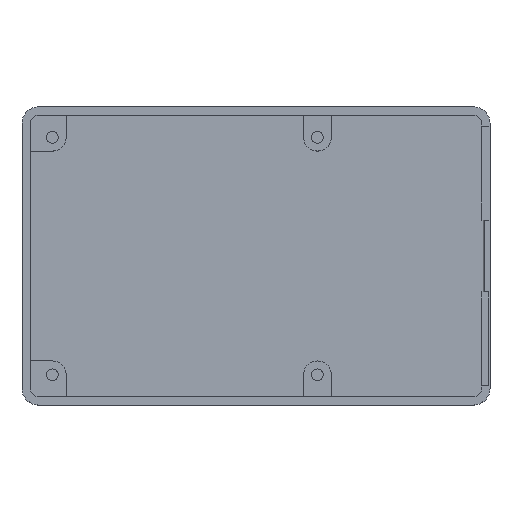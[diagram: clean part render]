
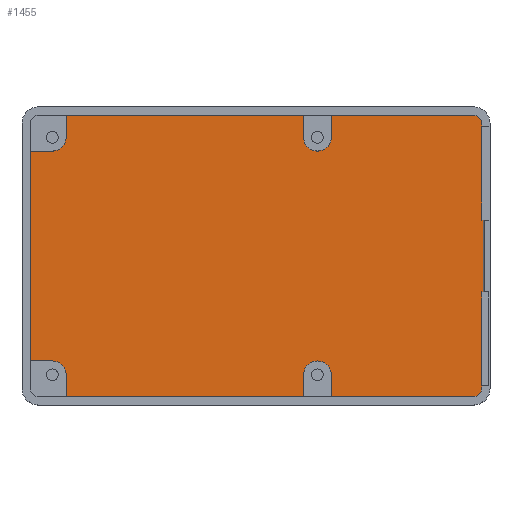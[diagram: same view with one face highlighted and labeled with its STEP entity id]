
A CAD part, top view. The second image highlights one B-rep face of the part: STEP entity #1455.
In plain terms, the highlighted planar face has unit normal (0, 0, 1).
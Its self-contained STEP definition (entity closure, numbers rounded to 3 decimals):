
#180 = VERTEX_POINT('',#181);
#181 = CARTESIAN_POINT('',(40.875,-23.5,0.));
#401 = VERTEX_POINT('',#402);
#402 = CARTESIAN_POINT('',(41.125,-6.5,0.));
#565 = VERTEX_POINT('',#566);
#566 = CARTESIAN_POINT('',(41.125,6.5,0.));
#588 = VERTEX_POINT('',#589);
#589 = CARTESIAN_POINT('',(40.875,23.5,0.));
#595 = EDGE_CURVE('',#596,#588,#598,.T.);
#596 = VERTEX_POINT('',#597);
#597 = CARTESIAN_POINT('',(40.875,6.5,0.));
#598 = LINE('',#599,#600);
#599 = CARTESIAN_POINT('',(40.875,6.5,0.));
#600 = VECTOR('',#601,1.);
#601 = DIRECTION('',(0.,1.,0.));
#603 = EDGE_CURVE('',#565,#596,#604,.T.);
#604 = LINE('',#605,#606);
#605 = CARTESIAN_POINT('',(41.375,6.5,0.));
#606 = VECTOR('',#607,1.);
#607 = DIRECTION('',(-1.,0.,0.));
#735 = EDGE_CURVE('',#180,#736,#738,.T.);
#736 = VERTEX_POINT('',#737);
#737 = CARTESIAN_POINT('',(40.875,-6.5,0.));
#738 = LINE('',#739,#740);
#739 = CARTESIAN_POINT('',(40.875,-24.,0.));
#740 = VECTOR('',#741,1.);
#741 = DIRECTION('',(0.,1.,0.));
#743 = EDGE_CURVE('',#736,#401,#744,.T.);
#744 = LINE('',#745,#746);
#745 = CARTESIAN_POINT('',(40.875,-6.5,0.));
#746 = VECTOR('',#747,1.);
#747 = DIRECTION('',(1.,0.,0.));
#760 = EDGE_CURVE('',#761,#180,#763,.T.);
#761 = VERTEX_POINT('',#762);
#762 = CARTESIAN_POINT('',(40.875,-24.,0.));
#763 = LINE('',#764,#765);
#764 = CARTESIAN_POINT('',(40.875,-24.,0.));
#765 = VECTOR('',#766,1.);
#766 = DIRECTION('',(0.,1.,0.));
#893 = EDGE_CURVE('',#588,#894,#896,.T.);
#894 = VERTEX_POINT('',#895);
#895 = CARTESIAN_POINT('',(40.875,24.,0.));
#896 = LINE('',#897,#898);
#897 = CARTESIAN_POINT('',(40.875,6.5,0.));
#898 = VECTOR('',#899,1.);
#899 = DIRECTION('',(0.,1.,0.));
#917 = EDGE_CURVE('',#894,#918,#920,.T.);
#918 = VERTEX_POINT('',#919);
#919 = CARTESIAN_POINT('',(39.375,25.5,0.));
#920 = CIRCLE('',#921,1.5);
#921 = AXIS2_PLACEMENT_3D('',#922,#923,#924);
#922 = CARTESIAN_POINT('',(39.375,24.,0.));
#923 = DIRECTION('',(0.,0.,1.));
#924 = DIRECTION('',(1.,0.,0.));
#942 = EDGE_CURVE('',#918,#943,#945,.T.);
#943 = VERTEX_POINT('',#944);
#944 = CARTESIAN_POINT('',(13.625,25.5,0.));
#945 = LINE('',#946,#947);
#946 = CARTESIAN_POINT('',(39.375,25.5,0.));
#947 = VECTOR('',#948,1.);
#948 = DIRECTION('',(-1.,0.,0.));
#969 = VERTEX_POINT('',#970);
#970 = CARTESIAN_POINT('',(-34.375,25.5,0.));
#976 = EDGE_CURVE('',#977,#969,#979,.T.);
#977 = VERTEX_POINT('',#978);
#978 = CARTESIAN_POINT('',(8.625,25.5,0.));
#979 = LINE('',#980,#981);
#980 = CARTESIAN_POINT('',(39.375,25.5,0.));
#981 = VECTOR('',#982,1.);
#982 = DIRECTION('',(-1.,0.,0.));
#1075 = EDGE_CURVE('',#1076,#1078,#1080,.T.);
#1076 = VERTEX_POINT('',#1077);
#1077 = CARTESIAN_POINT('',(-40.875,19.,0.));
#1078 = VERTEX_POINT('',#1079);
#1079 = CARTESIAN_POINT('',(-40.875,-19.,0.));
#1080 = LINE('',#1081,#1082);
#1081 = CARTESIAN_POINT('',(-40.875,24.,0.));
#1082 = VECTOR('',#1083,1.);
#1083 = DIRECTION('',(0.,-1.,0.));
#1156 = EDGE_CURVE('',#1157,#1159,#1161,.T.);
#1157 = VERTEX_POINT('',#1158);
#1158 = CARTESIAN_POINT('',(-34.375,-25.5,0.));
#1159 = VERTEX_POINT('',#1160);
#1160 = CARTESIAN_POINT('',(8.625,-25.5,0.));
#1161 = LINE('',#1162,#1163);
#1162 = CARTESIAN_POINT('',(-39.375,-25.5,0.));
#1163 = VECTOR('',#1164,1.);
#1164 = DIRECTION('',(1.,0.,0.));
#1183 = VERTEX_POINT('',#1184);
#1184 = CARTESIAN_POINT('',(39.375,-25.5,0.));
#1190 = EDGE_CURVE('',#1191,#1183,#1193,.T.);
#1191 = VERTEX_POINT('',#1192);
#1192 = CARTESIAN_POINT('',(13.625,-25.5,0.));
#1193 = LINE('',#1194,#1195);
#1194 = CARTESIAN_POINT('',(-39.375,-25.5,0.));
#1195 = VECTOR('',#1196,1.);
#1196 = DIRECTION('',(1.,0.,0.));
#1228 = EDGE_CURVE('',#1183,#761,#1229,.T.);
#1229 = CIRCLE('',#1230,1.5);
#1230 = AXIS2_PLACEMENT_3D('',#1231,#1232,#1233);
#1231 = CARTESIAN_POINT('',(39.375,-24.,0.));
#1232 = DIRECTION('',(0.,0.,1.));
#1233 = DIRECTION('',(1.,0.,0.));
#1289 = EDGE_CURVE('',#401,#565,#1290,.T.);
#1290 = LINE('',#1291,#1292);
#1291 = CARTESIAN_POINT('',(41.125,-6.5,0.));
#1292 = VECTOR('',#1293,1.);
#1293 = DIRECTION('',(0.,1.,0.));
#1455 = ADVANCED_FACE('',(#1456),#1564,.T.);
#1456 = FACE_BOUND('',#1457,.T.);
#1457 = EDGE_LOOP('',(#1458,#1459,#1460,#1461,#1462,#1463,#1471,#1480,
    #1486,#1487,#1495,#1504,#1510,#1511,#1519,#1528,#1534,#1535,#1543,
    #1552,#1558,#1559,#1560,#1561,#1562,#1563));
#1458 = ORIENTED_EDGE('',*,*,#603,.T.);
#1459 = ORIENTED_EDGE('',*,*,#595,.T.);
#1460 = ORIENTED_EDGE('',*,*,#893,.T.);
#1461 = ORIENTED_EDGE('',*,*,#917,.T.);
#1462 = ORIENTED_EDGE('',*,*,#942,.T.);
#1463 = ORIENTED_EDGE('',*,*,#1464,.T.);
#1464 = EDGE_CURVE('',#943,#1465,#1467,.T.);
#1465 = VERTEX_POINT('',#1466);
#1466 = CARTESIAN_POINT('',(13.625,21.5,0.));
#1467 = LINE('',#1468,#1469);
#1468 = CARTESIAN_POINT('',(13.625,25.5,0.));
#1469 = VECTOR('',#1470,1.);
#1470 = DIRECTION('',(0.,-1.,0.));
#1471 = ORIENTED_EDGE('',*,*,#1472,.F.);
#1472 = EDGE_CURVE('',#1473,#1465,#1475,.T.);
#1473 = VERTEX_POINT('',#1474);
#1474 = CARTESIAN_POINT('',(8.625,21.5,0.));
#1475 = CIRCLE('',#1476,2.5);
#1476 = AXIS2_PLACEMENT_3D('',#1477,#1478,#1479);
#1477 = CARTESIAN_POINT('',(11.125,21.5,0.));
#1478 = DIRECTION('',(0.,0.,1.));
#1479 = DIRECTION('',(1.,0.,0.));
#1480 = ORIENTED_EDGE('',*,*,#1481,.T.);
#1481 = EDGE_CURVE('',#1473,#977,#1482,.T.);
#1482 = LINE('',#1483,#1484);
#1483 = CARTESIAN_POINT('',(8.625,21.5,0.));
#1484 = VECTOR('',#1485,1.);
#1485 = DIRECTION('',(0.,1.,0.));
#1486 = ORIENTED_EDGE('',*,*,#976,.T.);
#1487 = ORIENTED_EDGE('',*,*,#1488,.F.);
#1488 = EDGE_CURVE('',#1489,#969,#1491,.T.);
#1489 = VERTEX_POINT('',#1490);
#1490 = CARTESIAN_POINT('',(-34.375,21.5,0.));
#1491 = LINE('',#1492,#1493);
#1492 = CARTESIAN_POINT('',(-34.375,21.5,0.));
#1493 = VECTOR('',#1494,1.);
#1494 = DIRECTION('',(0.,1.,0.));
#1495 = ORIENTED_EDGE('',*,*,#1496,.F.);
#1496 = EDGE_CURVE('',#1497,#1489,#1499,.T.);
#1497 = VERTEX_POINT('',#1498);
#1498 = CARTESIAN_POINT('',(-36.875,19.,0.));
#1499 = CIRCLE('',#1500,2.5);
#1500 = AXIS2_PLACEMENT_3D('',#1501,#1502,#1503);
#1501 = CARTESIAN_POINT('',(-36.875,21.5,0.));
#1502 = DIRECTION('',(0.,0.,1.));
#1503 = DIRECTION('',(1.,0.,0.));
#1504 = ORIENTED_EDGE('',*,*,#1505,.F.);
#1505 = EDGE_CURVE('',#1076,#1497,#1506,.T.);
#1506 = LINE('',#1507,#1508);
#1507 = CARTESIAN_POINT('',(-40.875,19.,0.));
#1508 = VECTOR('',#1509,1.);
#1509 = DIRECTION('',(1.,0.,0.));
#1510 = ORIENTED_EDGE('',*,*,#1075,.T.);
#1511 = ORIENTED_EDGE('',*,*,#1512,.T.);
#1512 = EDGE_CURVE('',#1078,#1513,#1515,.T.);
#1513 = VERTEX_POINT('',#1514);
#1514 = CARTESIAN_POINT('',(-36.875,-19.,0.));
#1515 = LINE('',#1516,#1517);
#1516 = CARTESIAN_POINT('',(-40.875,-19.,0.));
#1517 = VECTOR('',#1518,1.);
#1518 = DIRECTION('',(1.,0.,0.));
#1519 = ORIENTED_EDGE('',*,*,#1520,.F.);
#1520 = EDGE_CURVE('',#1521,#1513,#1523,.T.);
#1521 = VERTEX_POINT('',#1522);
#1522 = CARTESIAN_POINT('',(-34.375,-21.5,0.));
#1523 = CIRCLE('',#1524,2.5);
#1524 = AXIS2_PLACEMENT_3D('',#1525,#1526,#1527);
#1525 = CARTESIAN_POINT('',(-36.875,-21.5,0.));
#1526 = DIRECTION('',(0.,0.,1.));
#1527 = DIRECTION('',(1.,0.,0.));
#1528 = ORIENTED_EDGE('',*,*,#1529,.F.);
#1529 = EDGE_CURVE('',#1157,#1521,#1530,.T.);
#1530 = LINE('',#1531,#1532);
#1531 = CARTESIAN_POINT('',(-34.375,-25.5,0.));
#1532 = VECTOR('',#1533,1.);
#1533 = DIRECTION('',(0.,1.,0.));
#1534 = ORIENTED_EDGE('',*,*,#1156,.T.);
#1535 = ORIENTED_EDGE('',*,*,#1536,.F.);
#1536 = EDGE_CURVE('',#1537,#1159,#1539,.T.);
#1537 = VERTEX_POINT('',#1538);
#1538 = CARTESIAN_POINT('',(8.625,-21.5,0.));
#1539 = LINE('',#1540,#1541);
#1540 = CARTESIAN_POINT('',(8.625,-21.5,0.));
#1541 = VECTOR('',#1542,1.);
#1542 = DIRECTION('',(0.,-1.,0.));
#1543 = ORIENTED_EDGE('',*,*,#1544,.F.);
#1544 = EDGE_CURVE('',#1545,#1537,#1547,.T.);
#1545 = VERTEX_POINT('',#1546);
#1546 = CARTESIAN_POINT('',(13.625,-21.5,0.));
#1547 = CIRCLE('',#1548,2.5);
#1548 = AXIS2_PLACEMENT_3D('',#1549,#1550,#1551);
#1549 = CARTESIAN_POINT('',(11.125,-21.5,0.));
#1550 = DIRECTION('',(0.,0.,1.));
#1551 = DIRECTION('',(1.,0.,0.));
#1552 = ORIENTED_EDGE('',*,*,#1553,.F.);
#1553 = EDGE_CURVE('',#1191,#1545,#1554,.T.);
#1554 = LINE('',#1555,#1556);
#1555 = CARTESIAN_POINT('',(13.625,-25.5,0.));
#1556 = VECTOR('',#1557,1.);
#1557 = DIRECTION('',(0.,1.,0.));
#1558 = ORIENTED_EDGE('',*,*,#1190,.T.);
#1559 = ORIENTED_EDGE('',*,*,#1228,.T.);
#1560 = ORIENTED_EDGE('',*,*,#760,.T.);
#1561 = ORIENTED_EDGE('',*,*,#735,.T.);
#1562 = ORIENTED_EDGE('',*,*,#743,.T.);
#1563 = ORIENTED_EDGE('',*,*,#1289,.T.);
#1564 = PLANE('',#1565);
#1565 = AXIS2_PLACEMENT_3D('',#1566,#1567,#1568);
#1566 = CARTESIAN_POINT('',(0.181,0.,0.));
#1567 = DIRECTION('',(0.,0.,1.));
#1568 = DIRECTION('',(1.,0.,0.));
